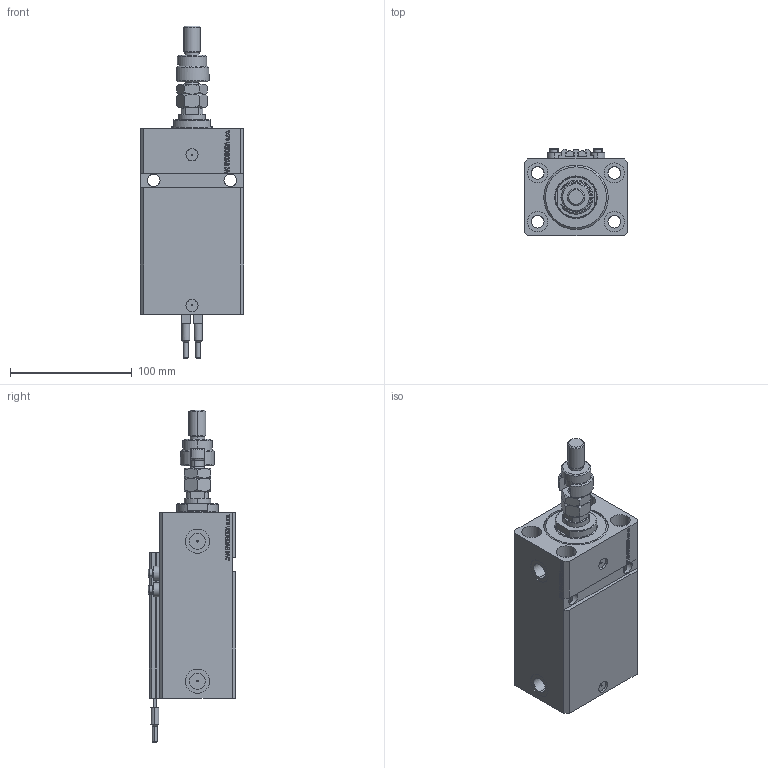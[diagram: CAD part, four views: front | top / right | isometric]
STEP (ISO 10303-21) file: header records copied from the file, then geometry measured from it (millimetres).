
FILE_DESCRIPTION (( 'STEP AP203' ), '1' );
FILE_NAME ('06e1.STEP', '2022-04-09T13:55:58', ( '' ), ( '' ), 'SwSTEP 2.0', 'SolidWorks 2019', '' );
FILE_SCHEMA (( 'CONFIG_CONTROL_DESIGN' ));
Length unit declared in the file: millimetre
Products named in the file (9): ALLEN BOLT V250CE 46e62a3e8264fb2b17342be0743e0842; DFA 46e62a3e8264fb2b17342be0743e0842; V250CE_C_VCP 46e62a3e8264fb2b17342be0743e0842; MFA 46e62a3e8264fb2b17342be0743e0842; 06e1; V250CE_VC_E 46e62a3e8264fb2b17342be0743e0842; FEMALE_PART_FOR_DFA 46e62a3e8264fb2b17342be0743e0842; SWITCH_V250CE 46e62a3e8264fb2b17342be0743e0842; V250CE_E_Body 46e62a3e8264fb2b17342be0743e0842
Assembly tree (12 placements, depth 3):
  06e1
    V250CE_E_Body 46e62a3e8264fb2b17342be0743e0842
    ALLEN BOLT V250CE 46e62a3e8264fb2b17342be0743e0842  x4
    V250CE_C_VCP 46e62a3e8264fb2b17342be0743e0842
    V250CE_VC_E 46e62a3e8264fb2b17342be0743e0842
    DFA 46e62a3e8264fb2b17342be0743e0842
      FEMALE_PART_FOR_DFA 46e62a3e8264fb2b17342be0743e0842
      MFA 46e62a3e8264fb2b17342be0743e0842
    SWITCH_V250CE 46e62a3e8264fb2b17342be0743e0842  x2
Bounding box: 85 x 72 x 272.9 mm (x, y, z)
Volume: 717137.2 mm3; surface area: 151651 mm2
Topology: 12 solids, 12 shells, 1224 faces, 3015 edges, 1933 vertices
Faces by surface type: plane 595, bspline 356, cylinder 151, cone 100, torus 22
Entity records: 51215 total; most frequent: CARTESIAN_POINT 25719, ORIENTED_EDGE 5612, DIRECTION 3882, EDGE_CURVE 2806, VERTEX_POINT 1819, LINE 1670, VECTOR 1670, EDGE_LOOP 1259
